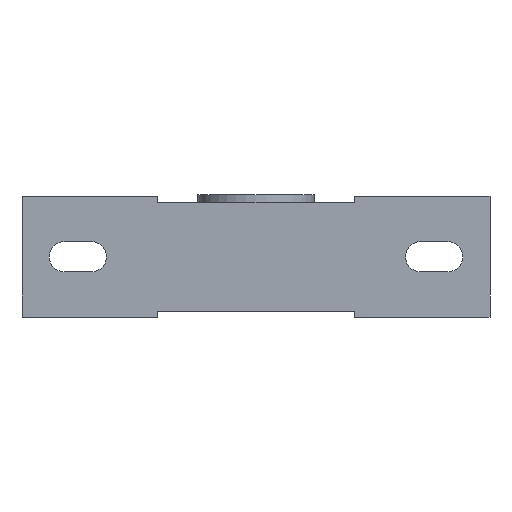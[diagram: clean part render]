
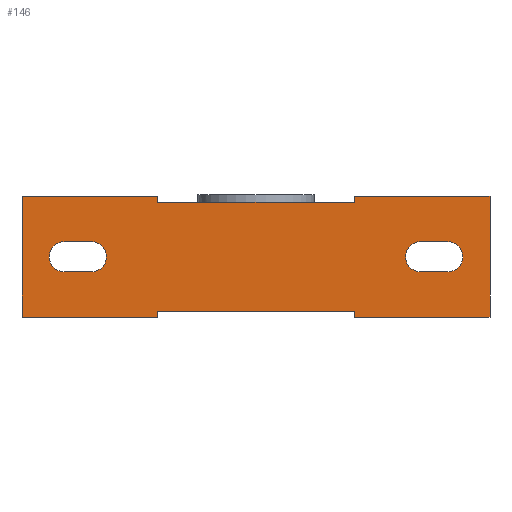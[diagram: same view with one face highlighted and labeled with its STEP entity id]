
A CAD part, front view. The second image highlights one B-rep face of the part: STEP entity #146.
In plain terms, the highlighted planar face has unit normal (0, -1, 0).
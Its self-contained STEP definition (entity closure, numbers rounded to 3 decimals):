
#146 = ADVANCED_FACE( '', ( #368, #369, #370 ), #371, .F. );
#368 = FACE_BOUND( '', #698, .T. );
#369 = FACE_BOUND( '', #699, .T. );
#370 = FACE_OUTER_BOUND( '', #700, .T. );
#371 = PLANE( '', #701 );
#698 = EDGE_LOOP( '', ( #1025, #1026, #1027, #1028 ) );
#699 = EDGE_LOOP( '', ( #1029, #1030, #1031, #1032 ) );
#700 = EDGE_LOOP( '', ( #1033, #1034, #1035, #1036, #1037, #1038, #1039, #1040, #1041, #1042, #1043, #1044 ) );
#701 = AXIS2_PLACEMENT_3D( '', #1045, #1046, #1047 );
#1025 = ORIENTED_EDGE( '', *, *, #1789, .T. );
#1026 = ORIENTED_EDGE( '', *, *, #1790, .T. );
#1027 = ORIENTED_EDGE( '', *, *, #1791, .T. );
#1028 = ORIENTED_EDGE( '', *, *, #1792, .T. );
#1029 = ORIENTED_EDGE( '', *, *, #1793, .T. );
#1030 = ORIENTED_EDGE( '', *, *, #1794, .T. );
#1031 = ORIENTED_EDGE( '', *, *, #1795, .T. );
#1032 = ORIENTED_EDGE( '', *, *, #1796, .T. );
#1033 = ORIENTED_EDGE( '', *, *, #1778, .F. );
#1034 = ORIENTED_EDGE( '', *, *, #1797, .F. );
#1035 = ORIENTED_EDGE( '', *, *, #1798, .F. );
#1036 = ORIENTED_EDGE( '', *, *, #1799, .F. );
#1037 = ORIENTED_EDGE( '', *, *, #1800, .F. );
#1038 = ORIENTED_EDGE( '', *, *, #1801, .F. );
#1039 = ORIENTED_EDGE( '', *, *, #1802, .F. );
#1040 = ORIENTED_EDGE( '', *, *, #1803, .F. );
#1041 = ORIENTED_EDGE( '', *, *, #1804, .F. );
#1042 = ORIENTED_EDGE( '', *, *, #1805, .F. );
#1043 = ORIENTED_EDGE( '', *, *, #1806, .F. );
#1044 = ORIENTED_EDGE( '', *, *, #1807, .F. );
#1045 = CARTESIAN_POINT( '', ( 0., -80., 0. ) );
#1046 = DIRECTION( '', ( 0., 1., 0. ) );
#1047 = DIRECTION( '', ( 0., 0., 1. ) );
#1778 = EDGE_CURVE( '', #2072, #2073, #2074, .T. );
#1789 = EDGE_CURVE( '', #2091, #2092, #2093, .T. );
#1790 = EDGE_CURVE( '', #2092, #2094, #2095, .T. );
#1791 = EDGE_CURVE( '', #2094, #2096, #2097, .T. );
#1792 = EDGE_CURVE( '', #2096, #2091, #2098, .T. );
#1793 = EDGE_CURVE( '', #2099, #2100, #2101, .T. );
#1794 = EDGE_CURVE( '', #2100, #2102, #2103, .T. );
#1795 = EDGE_CURVE( '', #2102, #2104, #2105, .T. );
#1796 = EDGE_CURVE( '', #2104, #2099, #2106, .T. );
#1797 = EDGE_CURVE( '', #2107, #2072, #2108, .T. );
#1798 = EDGE_CURVE( '', #2109, #2107, #2110, .T. );
#1799 = EDGE_CURVE( '', #2111, #2109, #2112, .T. );
#1800 = EDGE_CURVE( '', #2113, #2111, #2114, .T. );
#1801 = EDGE_CURVE( '', #2115, #2113, #2116, .T. );
#1802 = EDGE_CURVE( '', #2117, #2115, #2118, .T. );
#1803 = EDGE_CURVE( '', #2119, #2117, #2120, .T. );
#1804 = EDGE_CURVE( '', #2121, #2119, #2122, .T. );
#1805 = EDGE_CURVE( '', #2123, #2121, #2124, .T. );
#1806 = EDGE_CURVE( '', #2125, #2123, #2126, .T. );
#1807 = EDGE_CURVE( '', #2073, #2125, #2127, .T. );
#2072 = VERTEX_POINT( '', #2501 );
#2073 = VERTEX_POINT( '', #2502 );
#2074 = LINE( '', #2503, #2504 );
#2091 = VERTEX_POINT( '', #2606 );
#2092 = VERTEX_POINT( '', #2607 );
#2093 = LINE( '', #2608, #2609 );
#2094 = VERTEX_POINT( '', #2610 );
#2095 = CIRCLE( '', #2611, 10. );
#2096 = VERTEX_POINT( '', #2612 );
#2097 = LINE( '', #2613, #2614 );
#2098 = CIRCLE( '', #2615, 10. );
#2099 = VERTEX_POINT( '', #2616 );
#2100 = VERTEX_POINT( '', #2617 );
#2101 = LINE( '', #2618, #2619 );
#2102 = VERTEX_POINT( '', #2620 );
#2103 = CIRCLE( '', #2621, 10. );
#2104 = VERTEX_POINT( '', #2622 );
#2105 = LINE( '', #2623, #2624 );
#2106 = CIRCLE( '', #2625, 10. );
#2107 = VERTEX_POINT( '', #2626 );
#2108 = LINE( '', #2627, #2628 );
#2109 = VERTEX_POINT( '', #2629 );
#2110 = LINE( '', #2630, #2631 );
#2111 = VERTEX_POINT( '', #2632 );
#2112 = LINE( '', #2633, #2634 );
#2113 = VERTEX_POINT( '', #2635 );
#2114 = LINE( '', #2636, #2637 );
#2115 = VERTEX_POINT( '', #2638 );
#2116 = LINE( '', #2639, #2640 );
#2117 = VERTEX_POINT( '', #2641 );
#2118 = LINE( '', #2642, #2643 );
#2119 = VERTEX_POINT( '', #2644 );
#2120 = LINE( '', #2645, #2646 );
#2121 = VERTEX_POINT( '', #2647 );
#2122 = LINE( '', #2648, #2649 );
#2123 = VERTEX_POINT( '', #2650 );
#2124 = LINE( '', #2651, #2652 );
#2125 = VERTEX_POINT( '', #2653 );
#2126 = LINE( '', #2654, #2655 );
#2127 = LINE( '', #2656, #2657 );
#2501 = CARTESIAN_POINT( '', ( -155., -80., -40. ) );
#2502 = CARTESIAN_POINT( '', ( -155., -80., 40. ) );
#2503 = CARTESIAN_POINT( '', ( -155., -80., -40. ) );
#2504 = VECTOR( '', #3567, 1000. );
#2606 = CARTESIAN_POINT( '', ( -109., -80., -10. ) );
#2607 = CARTESIAN_POINT( '', ( -127., -80., -10. ) );
#2608 = CARTESIAN_POINT( '', ( -109., -80., -10. ) );
#2609 = VECTOR( '', #3580, 1000. );
#2610 = CARTESIAN_POINT( '', ( -127., -80., 10. ) );
#2611 = AXIS2_PLACEMENT_3D( '', #3581, #3582, #3583 );
#2612 = CARTESIAN_POINT( '', ( -109., -80., 10. ) );
#2613 = CARTESIAN_POINT( '', ( -127., -80., 10. ) );
#2614 = VECTOR( '', #3584, 1000. );
#2615 = AXIS2_PLACEMENT_3D( '', #3585, #3586, #3587 );
#2616 = CARTESIAN_POINT( '', ( 127., -80., -10. ) );
#2617 = CARTESIAN_POINT( '', ( 109., -80., -10. ) );
#2618 = CARTESIAN_POINT( '', ( 127., -80., -10. ) );
#2619 = VECTOR( '', #3588, 1000. );
#2620 = CARTESIAN_POINT( '', ( 109., -80., 10. ) );
#2621 = AXIS2_PLACEMENT_3D( '', #3589, #3590, #3591 );
#2622 = CARTESIAN_POINT( '', ( 127., -80., 10. ) );
#2623 = CARTESIAN_POINT( '', ( 109., -80., 10. ) );
#2624 = VECTOR( '', #3592, 1000. );
#2625 = AXIS2_PLACEMENT_3D( '', #3593, #3594, #3595 );
#2626 = CARTESIAN_POINT( '', ( -65., -80., -40. ) );
#2627 = CARTESIAN_POINT( '', ( -65., -80., -40. ) );
#2628 = VECTOR( '', #3596, 1000. );
#2629 = CARTESIAN_POINT( '', ( -65., -80., -36. ) );
#2630 = CARTESIAN_POINT( '', ( -65., -80., -36. ) );
#2631 = VECTOR( '', #3597, 1000. );
#2632 = CARTESIAN_POINT( '', ( 65., -80., -36. ) );
#2633 = CARTESIAN_POINT( '', ( 65., -80., -36. ) );
#2634 = VECTOR( '', #3598, 1000. );
#2635 = CARTESIAN_POINT( '', ( 65., -80., -40. ) );
#2636 = CARTESIAN_POINT( '', ( 65., -80., -40. ) );
#2637 = VECTOR( '', #3599, 1000. );
#2638 = CARTESIAN_POINT( '', ( 155., -80., -40. ) );
#2639 = CARTESIAN_POINT( '', ( 155., -80., -40. ) );
#2640 = VECTOR( '', #3600, 1000. );
#2641 = CARTESIAN_POINT( '', ( 155., -80., 40. ) );
#2642 = CARTESIAN_POINT( '', ( 155., -80., 40. ) );
#2643 = VECTOR( '', #3601, 1000. );
#2644 = CARTESIAN_POINT( '', ( 65., -80., 40. ) );
#2645 = CARTESIAN_POINT( '', ( 65., -80., 40. ) );
#2646 = VECTOR( '', #3602, 1000. );
#2647 = CARTESIAN_POINT( '', ( 65., -80., 36. ) );
#2648 = CARTESIAN_POINT( '', ( 65., -80., 36. ) );
#2649 = VECTOR( '', #3603, 1000. );
#2650 = CARTESIAN_POINT( '', ( -65., -80., 36. ) );
#2651 = CARTESIAN_POINT( '', ( -65., -80., 36. ) );
#2652 = VECTOR( '', #3604, 1000. );
#2653 = CARTESIAN_POINT( '', ( -65., -80., 40. ) );
#2654 = CARTESIAN_POINT( '', ( -65., -80., 40. ) );
#2655 = VECTOR( '', #3605, 1000. );
#2656 = CARTESIAN_POINT( '', ( -155., -80., 40. ) );
#2657 = VECTOR( '', #3606, 1000. );
#3567 = DIRECTION( '', ( 0., 0., 1. ) );
#3580 = DIRECTION( '', ( -1., 0., 0. ) );
#3581 = CARTESIAN_POINT( '', ( -127., -80., 0. ) );
#3582 = DIRECTION( '', ( 0., 1., 0. ) );
#3583 = DIRECTION( '', ( 1., 0., 0. ) );
#3584 = DIRECTION( '', ( 1., 0., 0. ) );
#3585 = CARTESIAN_POINT( '', ( -109., -80., 0. ) );
#3586 = DIRECTION( '', ( 0., 1., 0. ) );
#3587 = DIRECTION( '', ( 1., 0., 0. ) );
#3588 = DIRECTION( '', ( -1., 0., 0. ) );
#3589 = CARTESIAN_POINT( '', ( 109., -80., 0. ) );
#3590 = DIRECTION( '', ( 0., 1., 0. ) );
#3591 = DIRECTION( '', ( 1., 0., 0. ) );
#3592 = DIRECTION( '', ( 1., 0., 0. ) );
#3593 = CARTESIAN_POINT( '', ( 127., -80., 0. ) );
#3594 = DIRECTION( '', ( 0., 1., 0. ) );
#3595 = DIRECTION( '', ( 1., 0., 0. ) );
#3596 = DIRECTION( '', ( -1., 0., 0. ) );
#3597 = DIRECTION( '', ( 0., 0., -1. ) );
#3598 = DIRECTION( '', ( -1., 0., 0. ) );
#3599 = DIRECTION( '', ( 0., 0., 1. ) );
#3600 = DIRECTION( '', ( -1., 0., 0. ) );
#3601 = DIRECTION( '', ( 0., 0., -1. ) );
#3602 = DIRECTION( '', ( 1., 0., 0. ) );
#3603 = DIRECTION( '', ( 0., 0., 1. ) );
#3604 = DIRECTION( '', ( 1., 0., 0. ) );
#3605 = DIRECTION( '', ( 0., 0., -1. ) );
#3606 = DIRECTION( '', ( 1., 0., 0. ) );
